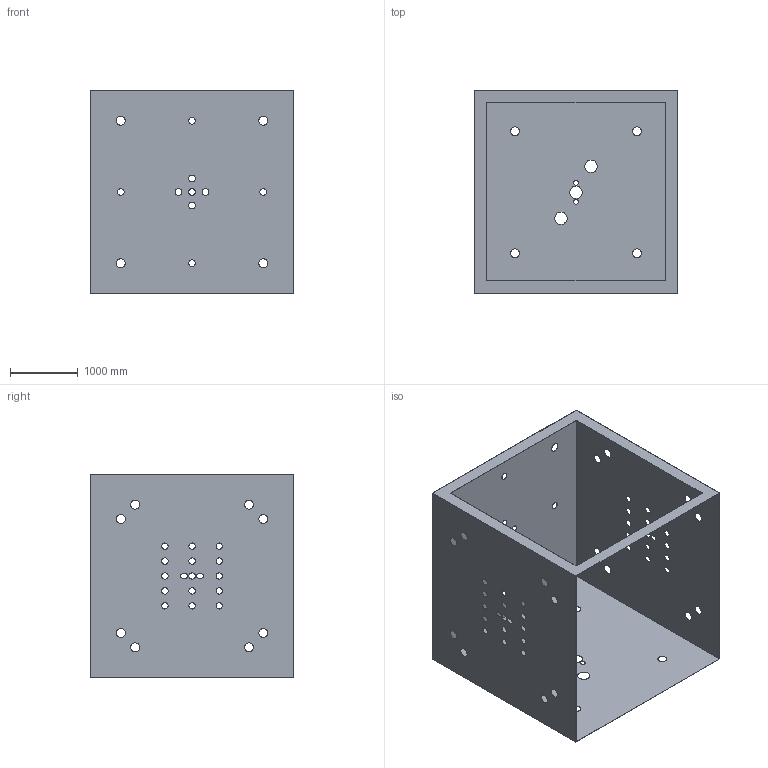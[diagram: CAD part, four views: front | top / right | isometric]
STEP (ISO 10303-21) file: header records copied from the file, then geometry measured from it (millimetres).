
FILE_DESCRIPTION (( 'STEP AP214' ), '1' );
FILE_NAME ('layer2_body.STEP', '2024-06-13T21:40:34', ( '' ), ( '' ), 'SwSTEP 2.0', 'SolidWorks 2023', '' );
FILE_SCHEMA (( 'AUTOMOTIVE_DESIGN' ));
Length unit declared in the file: metre
Products named in the file (2): layer2_body
Assembly tree (1 placements, depth 2):
  layer2_body
    layer2_body
Bounding box: 2997 x 2991 x 2997 mm (x, y, z)
Volume: 111486748.2 mm3; surface area: 74466529.8 mm2
Topology: 1 solids, 1 shells, 171 faces, 504 edges, 336 vertices
Faces by surface type: cylinder 148, plane 23
Entity records: 6221 total; most frequent: DIRECTION 1150, CARTESIAN_POINT 1015, ORIENTED_EDGE 1008, EDGE_CURVE 504, AXIS2_PLACEMENT_3D 471, VERTEX_POINT 336, EDGE_LOOP 318, CIRCLE 296
